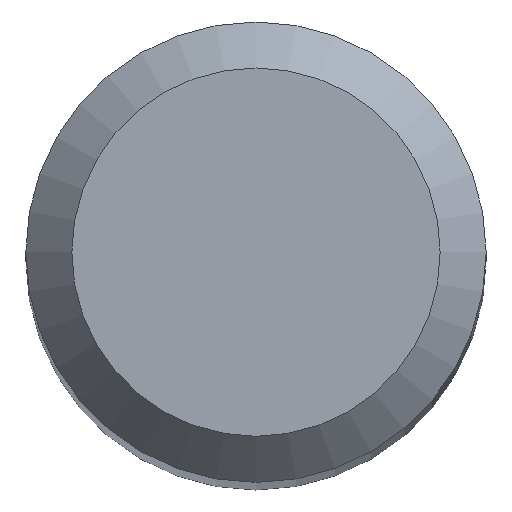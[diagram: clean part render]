
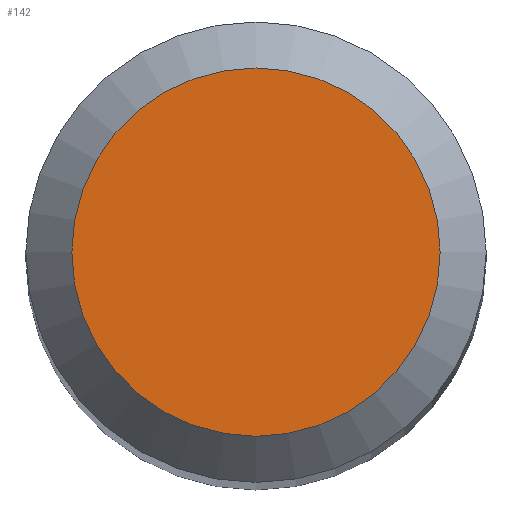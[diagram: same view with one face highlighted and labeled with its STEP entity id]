
A CAD part, top view. The second image highlights one B-rep face of the part: STEP entity #142.
In plain terms, the highlighted planar face has unit normal (0, 0, 1).
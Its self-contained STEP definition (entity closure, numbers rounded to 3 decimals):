
#18 = AXIS2_PLACEMENT_3D ( 'NONE', #134, #87, #232 ) ;
#43 = AXIS2_PLACEMENT_3D ( 'NONE', #281, #137, #237 ) ;
#87 = DIRECTION ( 'NONE',  ( 0., 0., -1. ) ) ;
#92 = EDGE_CURVE ( 'NONE', #222, #222, #148, .T. ) ;
#121 = CARTESIAN_POINT ( 'NONE',  ( 0., 1.2, 50. ) ) ;
#133 = ORIENTED_EDGE ( 'NONE', *, *, #92, .F. ) ;
#134 = CARTESIAN_POINT ( 'NONE',  ( 0., 0., 50. ) ) ;
#137 = DIRECTION ( 'NONE',  ( 0., 0., -1. ) ) ;
#139 = FACE_OUTER_BOUND ( 'NONE', #146, .T. ) ;
#142 = ADVANCED_FACE ( 'NONE', ( #139 ), #186, .F. ) ;
#146 = EDGE_LOOP ( 'NONE', ( #133 ) ) ;
#148 = CIRCLE ( 'NONE', #18, 1.2 ) ;
#186 = PLANE ( 'NONE',  #43 ) ;
#222 = VERTEX_POINT ( 'NONE', #121 ) ;
#232 = DIRECTION ( 'NONE',  ( 0., 1., 0. ) ) ;
#237 = DIRECTION ( 'NONE',  ( 0., 1., 0. ) ) ;
#281 = CARTESIAN_POINT ( 'NONE',  ( 0., 0., 50. ) ) ;
